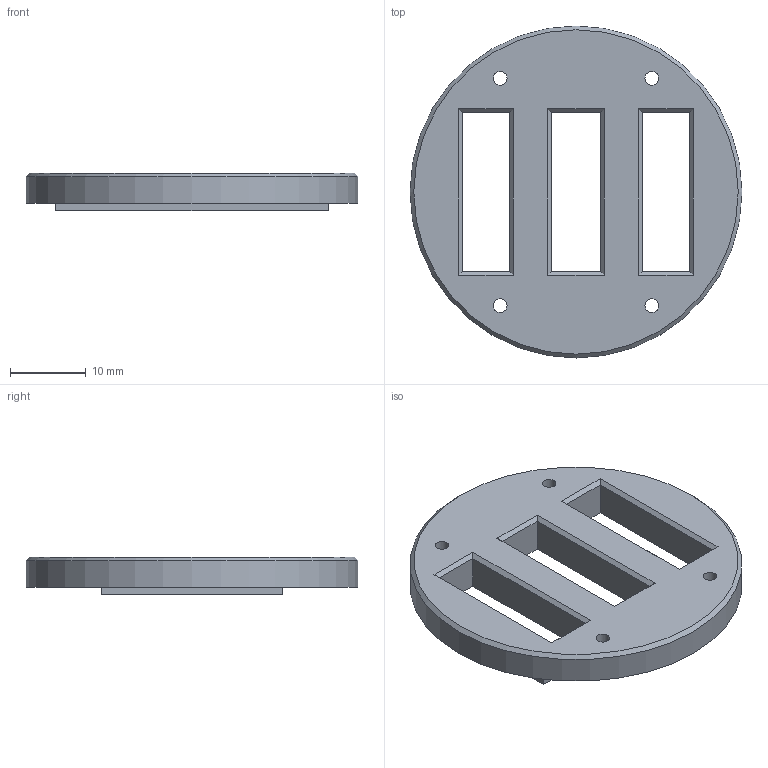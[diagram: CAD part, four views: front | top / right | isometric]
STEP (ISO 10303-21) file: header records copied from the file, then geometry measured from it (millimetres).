
FILE_DESCRIPTION(('HOOPS Exchange Step'),'2;1');
FILE_NAME('temp_export','2023-06-13T19:31:58-04:00',('gmoua'),('Shapr3D Limited'),'HOOPS Exchange 2022.2','Shapr3D','Authorized');
FILE_SCHEMA( ('AUTOMOTIVE_DESIGN { 1 0 10303 214 1 1 1 1 }') );
Length unit declared in the file: millimetre
Products named in the file (1): RF Mount Baffle Short
Bounding box: 43.8 x 43.8 x 5 mm (x, y, z)
Volume: 4749.2 mm3; surface area: 3737.6 mm2
Topology: 1 solids, 1 shells, 45 faces, 103 edges, 65 vertices
Faces by surface type: plane 35, cylinder 9, cone 1
Full cylindrical faces by diameter (mm): 1.8 x4, 3.75 x4, 43.8 x1
Entity records: 1302 total; most frequent: DIRECTION 216, CARTESIAN_POINT 214, ORIENTED_EDGE 206, EDGE_CURVE 103, VECTOR 82, LINE 82, AXIS2_PLACEMENT_3D 67, VERTEX_POINT 65
